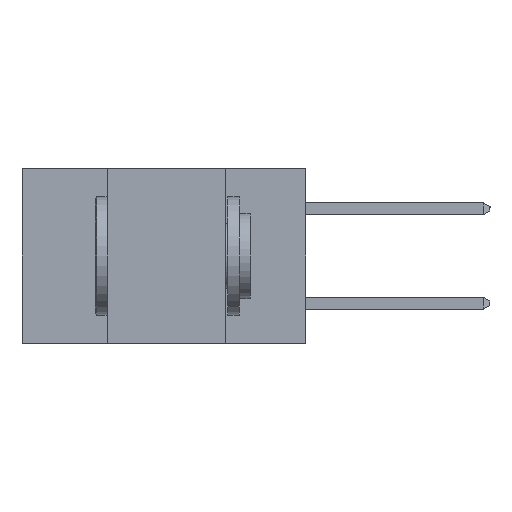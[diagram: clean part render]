
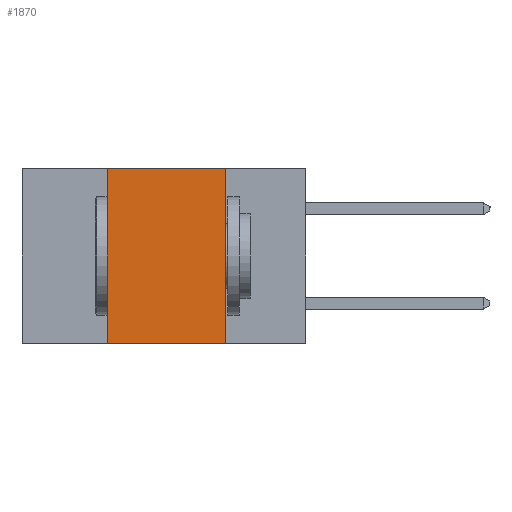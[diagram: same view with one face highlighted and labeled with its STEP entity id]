
A CAD part, left-side view. The second image highlights one B-rep face of the part: STEP entity #1870.
In plain terms, the highlighted planar face has unit normal (-1, 0, 0).
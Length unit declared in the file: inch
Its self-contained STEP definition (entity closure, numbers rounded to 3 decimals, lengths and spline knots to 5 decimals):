
#1031 = VERTEX_POINT ( 'NONE', #4707 ) ;
#1361 = DIRECTION ( 'NONE',  ( 0., 0., 1. ) ) ;
#1438 = DIRECTION ( 'NONE',  ( 0., -1., 0. ) ) ;
#1749 = ORIENTED_EDGE ( 'NONE', *, *, #9999, .F. ) ;
#1870 = ADVANCED_FACE ( 'NONE', ( #9350 ), #9419, .F. ) ;
#1873 = VERTEX_POINT ( 'NONE', #3348 ) ;
#2824 = LINE ( 'NONE', #2978, #8888 ) ;
#2978 = CARTESIAN_POINT ( 'NONE',  ( 0., 0.6, -0.37 ) ) ;
#3020 = ORIENTED_EDGE ( 'NONE', *, *, #8147, .T. ) ;
#3348 = CARTESIAN_POINT ( 'NONE',  ( 0., 0.17, 0. ) ) ;
#3737 = LINE ( 'NONE', #6239, #8433 ) ;
#3822 = CARTESIAN_POINT ( 'NONE',  ( 0., 0.6, 0. ) ) ;
#4707 = CARTESIAN_POINT ( 'NONE',  ( 0., 0.42, -0.37 ) ) ;
#6239 = CARTESIAN_POINT ( 'NONE',  ( 0., 0.42, -0.37 ) ) ;
#6448 = VECTOR ( 'NONE', #1438, 39.37008 ) ;
#7114 = ORIENTED_EDGE ( 'NONE', *, *, #7317, .F. ) ;
#7160 = CARTESIAN_POINT ( 'NONE',  ( 0., 0.6, 0. ) ) ;
#7194 = CARTESIAN_POINT ( 'NONE',  ( 0., 0.17, -0.37 ) ) ;
#7317 = EDGE_CURVE ( 'NONE', #1873, #12693, #13991, .T. ) ;
#8147 = EDGE_CURVE ( 'NONE', #1031, #12693, #2824, .T. ) ;
#8433 = VECTOR ( 'NONE', #1361, 39.37008 ) ;
#8888 = VECTOR ( 'NONE', #9285, 39.37008 ) ;
#8953 = CARTESIAN_POINT ( 'NONE',  ( 0., 0.17, -0.37 ) ) ;
#9272 = DIRECTION ( 'NONE',  ( 1., 0., 0. ) ) ;
#9285 = DIRECTION ( 'NONE',  ( 0., -1., 0. ) ) ;
#9350 = FACE_OUTER_BOUND ( 'NONE', #9678, .T. ) ;
#9419 = PLANE ( 'NONE',  #13986 ) ;
#9582 = DIRECTION ( 'NONE',  ( 0., 0., -1. ) ) ;
#9678 = EDGE_LOOP ( 'NONE', ( #7114, #1749, #12855, #3020 ) ) ;
#9984 = EDGE_CURVE ( 'NONE', #1031, #12277, #3737, .T. ) ;
#9999 = EDGE_CURVE ( 'NONE', #12277, #1873, #13153, .T. ) ;
#10355 = DIRECTION ( 'NONE',  ( 0., 0., -1. ) ) ;
#12164 = VECTOR ( 'NONE', #10355, 39.37008 ) ;
#12277 = VERTEX_POINT ( 'NONE', #15454 ) ;
#12693 = VERTEX_POINT ( 'NONE', #7194 ) ;
#12855 = ORIENTED_EDGE ( 'NONE', *, *, #9984, .F. ) ;
#13153 = LINE ( 'NONE', #3822, #6448 ) ;
#13986 = AXIS2_PLACEMENT_3D ( 'NONE', #7160, #9272, #9582 ) ;
#13991 = LINE ( 'NONE', #8953, #12164 ) ;
#15454 = CARTESIAN_POINT ( 'NONE',  ( 0., 0.42, 0. ) ) ;
